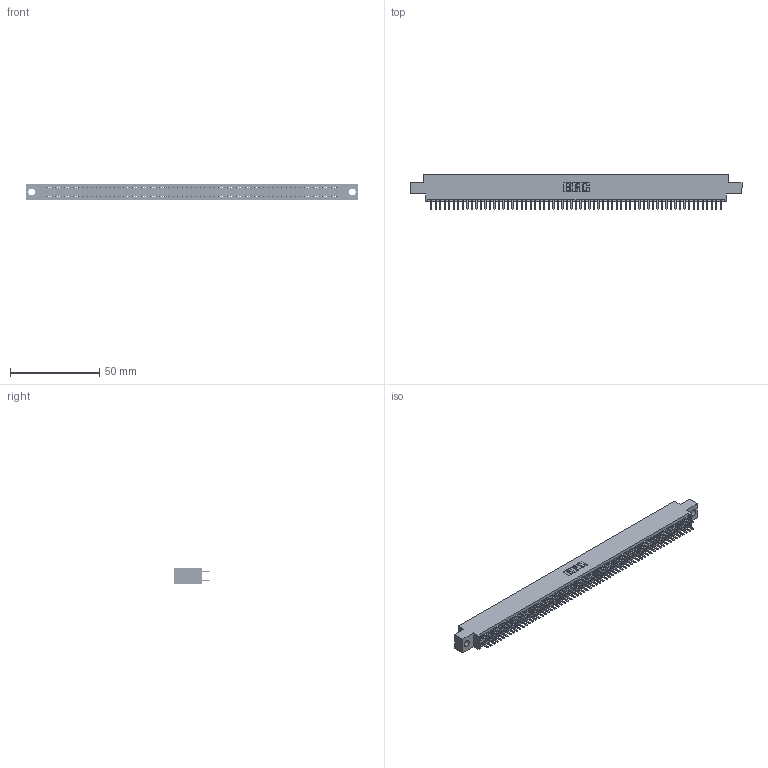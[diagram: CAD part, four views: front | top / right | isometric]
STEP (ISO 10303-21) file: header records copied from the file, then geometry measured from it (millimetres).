
FILE_DESCRIPTION (( 'STEP AP203' ), '1' );
FILE_NAME ('345-130-520-804.STEP', '2021-05-25T20:25:36', ( '' ), ( '' ), 'SwSTEP 2.0', 'SolidWorks 2020', '' );
FILE_SCHEMA (( 'CONFIG_CONTROL_DESIGN' ));
Length unit declared in the file: inch
Products named in the file (3): 345-292-001_345-293-120; 345 Part_0.170 Offset - 0.156 Dia-TI; 345-130-520-804
Assembly tree (131 placements, depth 2):
  345-130-520-804
    345 Part_0.170 Offset - 0.156 Dia-TI
    345-292-001_345-293-120  x130
Bounding box: 186.31 x 19.68 x 9.4 mm (x, y, z)
Volume: 18035.3 mm3; surface area: 26978.1 mm2
Topology: 131 solids, 131 shells, 7164 faces, 20799 edges, 13518 vertices
Faces by surface type: plane 4648, cylinder 2516
Entity records: 48569 total; most frequent: CARTESIAN_POINT 8138, ORIENTED_EDGE 8058, DIRECTION 7133, EDGE_CURVE 4029, VECTOR 3633, LINE 3633, VERTEX_POINT 2682, AXIS2_PLACEMENT_3D 1750
